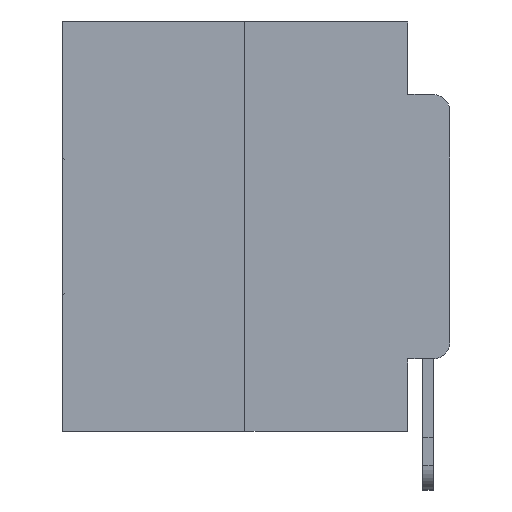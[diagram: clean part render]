
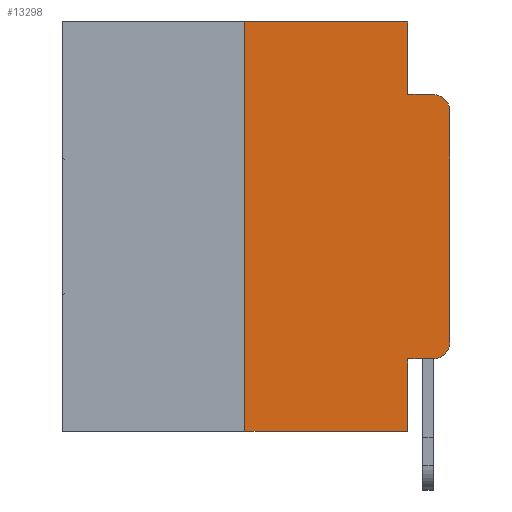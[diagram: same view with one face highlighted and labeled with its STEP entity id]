
A CAD part, left-side view. The second image highlights one B-rep face of the part: STEP entity #13298.
In plain terms, the highlighted planar face has unit normal (-1, 0, 0).
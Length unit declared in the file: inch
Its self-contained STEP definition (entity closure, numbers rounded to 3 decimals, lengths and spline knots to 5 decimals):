
#177 = CARTESIAN_POINT ( 'NONE',  ( 0., 0.473, 0. ) ) ;
#343 = AXIS2_PLACEMENT_3D ( 'NONE', #27740, #14451, #29857 ) ;
#446 = DIRECTION ( 'NONE',  ( 0., 0., -1. ) ) ;
#594 = CARTESIAN_POINT ( 'NONE',  ( 0., 0.051, -0.5 ) ) ;
#1113 = DIRECTION ( 'NONE',  ( 0., -1., 0. ) ) ;
#1231 = DIRECTION ( 'NONE',  ( 0., 0., 1. ) ) ;
#1543 = DIRECTION ( 'NONE',  ( 0., -1., 0. ) ) ;
#1697 = EDGE_CURVE ( 'NONE', #9820, #6974, #20965, .T. ) ;
#2778 = ORIENTED_EDGE ( 'NONE', *, *, #30049, .F. ) ;
#2862 = DIRECTION ( 'NONE',  ( 0., -1., 0. ) ) ;
#2943 = EDGE_LOOP ( 'NONE', ( #19605, #7814, #13028, #2778, #8280, #10554, #18350, #24097, #10928, #17979 ) ) ;
#2990 = CARTESIAN_POINT ( 'NONE',  ( 0., 0.051, -0.0885 ) ) ;
#3735 = CARTESIAN_POINT ( 'NONE',  ( 0., 0.473, -0.5 ) ) ;
#4379 = DIRECTION ( 'NONE',  ( 0., 0., 1. ) ) ;
#4683 = AXIS2_PLACEMENT_3D ( 'NONE', #23461, #9687, #25595 ) ;
#5079 = EDGE_CURVE ( 'NONE', #14823, #6974, #11726, .T. ) ;
#6974 = VERTEX_POINT ( 'NONE', #10608 ) ;
#7814 = ORIENTED_EDGE ( 'NONE', *, *, #5079, .T. ) ;
#8280 = ORIENTED_EDGE ( 'NONE', *, *, #28308, .F. ) ;
#8410 = EDGE_CURVE ( 'NONE', #16560, #14823, #27538, .T. ) ;
#9510 = VECTOR ( 'NONE', #4379, 39.37008 ) ;
#9687 = DIRECTION ( 'NONE',  ( -1., 0., 0. ) ) ;
#9820 = VERTEX_POINT ( 'NONE', #2990 ) ;
#10554 = ORIENTED_EDGE ( 'NONE', *, *, #28625, .F. ) ;
#10608 = CARTESIAN_POINT ( 'NONE',  ( 0., 0.02, -0.0885 ) ) ;
#10891 = LINE ( 'NONE', #3735, #27434 ) ;
#10928 = ORIENTED_EDGE ( 'NONE', *, *, #25795, .T. ) ;
#11363 = CARTESIAN_POINT ( 'NONE',  ( 0., 0.051, -0.0885 ) ) ;
#11726 = CIRCLE ( 'NONE', #4683, 0.02 ) ;
#12211 = DIRECTION ( 'NONE',  ( -1., 0., 0. ) ) ;
#13028 = ORIENTED_EDGE ( 'NONE', *, *, #1697, .F. ) ;
#13298 = ADVANCED_FACE ( 'NONE', ( #13486 ), #25587, .F. ) ;
#13486 = FACE_OUTER_BOUND ( 'NONE', #2943, .T. ) ;
#13599 = EDGE_CURVE ( 'NONE', #15577, #29294, #10891, .T. ) ;
#14451 = DIRECTION ( 'NONE',  ( 1., 0., 0. ) ) ;
#14823 = VERTEX_POINT ( 'NONE', #29334 ) ;
#15577 = VERTEX_POINT ( 'NONE', #21923 ) ;
#15678 = LINE ( 'NONE', #29076, #26708 ) ;
#15840 = VERTEX_POINT ( 'NONE', #29596 ) ;
#16415 = CARTESIAN_POINT ( 'NONE',  ( 0., 0., 0. ) ) ;
#16560 = VERTEX_POINT ( 'NONE', #16639 ) ;
#16639 = CARTESIAN_POINT ( 'NONE',  ( 0., 0., -0.3915 ) ) ;
#16667 = AXIS2_PLACEMENT_3D ( 'NONE', #25723, #12211, #27885 ) ;
#16767 = LINE ( 'NONE', #17589, #22626 ) ;
#17589 = CARTESIAN_POINT ( 'NONE',  ( 0., 0.051, 0. ) ) ;
#17979 = ORIENTED_EDGE ( 'NONE', *, *, #24331, .T. ) ;
#18180 = VERTEX_POINT ( 'NONE', #19782 ) ;
#18350 = ORIENTED_EDGE ( 'NONE', *, *, #13599, .T. ) ;
#18540 = CARTESIAN_POINT ( 'NONE',  ( 0., 0.051, -0.4115 ) ) ;
#18863 = VECTOR ( 'NONE', #1543, 39.37008 ) ;
#19517 = LINE ( 'NONE', #18540, #18863 ) ;
#19605 = ORIENTED_EDGE ( 'NONE', *, *, #8410, .T. ) ;
#19782 = CARTESIAN_POINT ( 'NONE',  ( 0., 0.02, -0.4115 ) ) ;
#20255 = VECTOR ( 'NONE', #29200, 39.37008 ) ;
#20965 = LINE ( 'NONE', #11363, #20255 ) ;
#21923 = CARTESIAN_POINT ( 'NONE',  ( 0., 0.25, -0.5 ) ) ;
#22626 = VECTOR ( 'NONE', #446, 39.37008 ) ;
#22716 = VECTOR ( 'NONE', #2862, 39.37008 ) ;
#23325 = VERTEX_POINT ( 'NONE', #24716 ) ;
#23461 = CARTESIAN_POINT ( 'NONE',  ( 0., 0.02, -0.1085 ) ) ;
#23480 = VECTOR ( 'NONE', #27206, 39.37008 ) ;
#24097 = ORIENTED_EDGE ( 'NONE', *, *, #27234, .F. ) ;
#24331 = EDGE_CURVE ( 'NONE', #18180, #16560, #24976, .T. ) ;
#24574 = VERTEX_POINT ( 'NONE', #26253 ) ;
#24716 = CARTESIAN_POINT ( 'NONE',  ( 0., 0.051, 0. ) ) ;
#24976 = CIRCLE ( 'NONE', #16667, 0.02 ) ;
#25587 = PLANE ( 'NONE',  #343 ) ;
#25595 = DIRECTION ( 'NONE',  ( 0., 0., -1. ) ) ;
#25723 = CARTESIAN_POINT ( 'NONE',  ( 0., 0.02, -0.3915 ) ) ;
#25795 = EDGE_CURVE ( 'NONE', #24574, #18180, #19517, .T. ) ;
#26253 = CARTESIAN_POINT ( 'NONE',  ( 0., 0.051, -0.4115 ) ) ;
#26708 = VECTOR ( 'NONE', #1231, 39.37008 ) ;
#27206 = DIRECTION ( 'NONE',  ( 0., 0., -1. ) ) ;
#27234 = EDGE_CURVE ( 'NONE', #24574, #29294, #29803, .T. ) ;
#27434 = VECTOR ( 'NONE', #1113, 39.37008 ) ;
#27538 = LINE ( 'NONE', #16415, #9510 ) ;
#27740 = CARTESIAN_POINT ( 'NONE',  ( 0., 0.473, 0. ) ) ;
#27885 = DIRECTION ( 'NONE',  ( 0., 0., -1. ) ) ;
#28308 = EDGE_CURVE ( 'NONE', #15840, #23325, #29064, .T. ) ;
#28625 = EDGE_CURVE ( 'NONE', #15577, #15840, #15678, .T. ) ;
#29064 = LINE ( 'NONE', #177, #22716 ) ;
#29076 = CARTESIAN_POINT ( 'NONE',  ( 0., 0.25, 0. ) ) ;
#29200 = DIRECTION ( 'NONE',  ( 0., -1., 0. ) ) ;
#29294 = VERTEX_POINT ( 'NONE', #594 ) ;
#29310 = CARTESIAN_POINT ( 'NONE',  ( 0., 0.051, 0. ) ) ;
#29334 = CARTESIAN_POINT ( 'NONE',  ( 0., 0., -0.1085 ) ) ;
#29596 = CARTESIAN_POINT ( 'NONE',  ( 0., 0.25, 0. ) ) ;
#29803 = LINE ( 'NONE', #29310, #23480 ) ;
#29857 = DIRECTION ( 'NONE',  ( 0., 0., -1. ) ) ;
#30049 = EDGE_CURVE ( 'NONE', #23325, #9820, #16767, .T. ) ;
